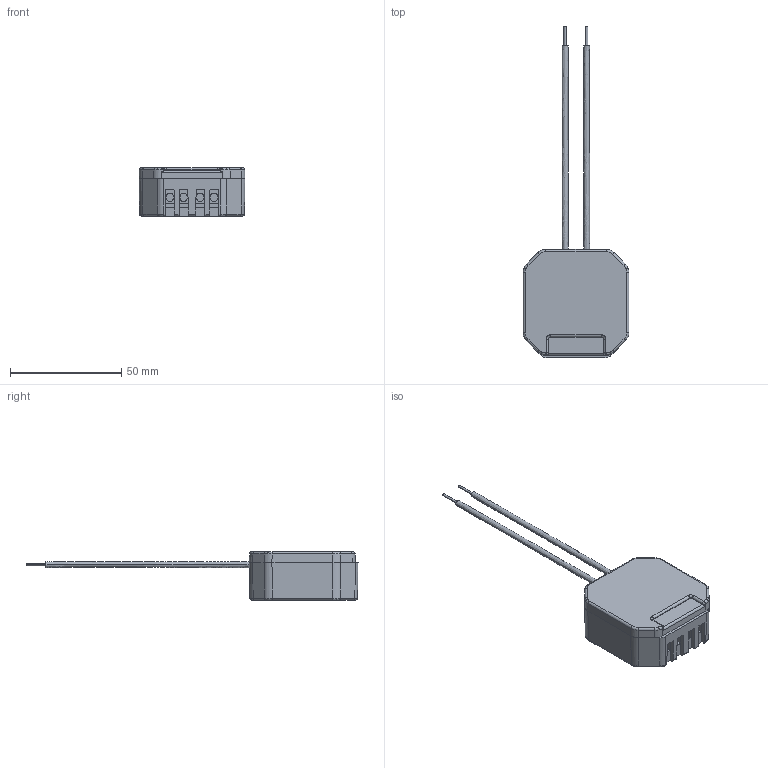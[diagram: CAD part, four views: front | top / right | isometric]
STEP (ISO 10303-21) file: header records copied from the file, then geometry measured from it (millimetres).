
FILE_DESCRIPTION (( 'STEP AP214' ), '1' );
FILE_NAME ('FLEX CU FLUSH MOUNT DALI-2 TW.STEP', '2025-08-04T11:59:59', ( '' ), ( '' ), 'SwSTEP 2.0', 'SolidWorks 2024', '' );
FILE_SCHEMA (( 'AUTOMOTIVE_DESIGN' ));
Length unit declared in the file: millimetre
Products named in the file (1): FLEX CU FLUSH MOUNT DALI-2 TW
Bounding box: 47.7 x 149.43 x 21.8 mm (x, y, z)
Volume: 13995 mm3; surface area: 24165 mm2
Topology: 9 solids, 9 shells, 365 faces, 998 edges, 644 vertices
Faces by surface type: plane 203, cylinder 93, bspline 35, cone 32, sphere 2
Entity records: 12684 total; most frequent: CARTESIAN_POINT 3709, ORIENTED_EDGE 1992, DIRECTION 1695, EDGE_CURVE 996, VECTOR 659, LINE 659, VERTEX_POINT 644, AXIS2_PLACEMENT_3D 518
